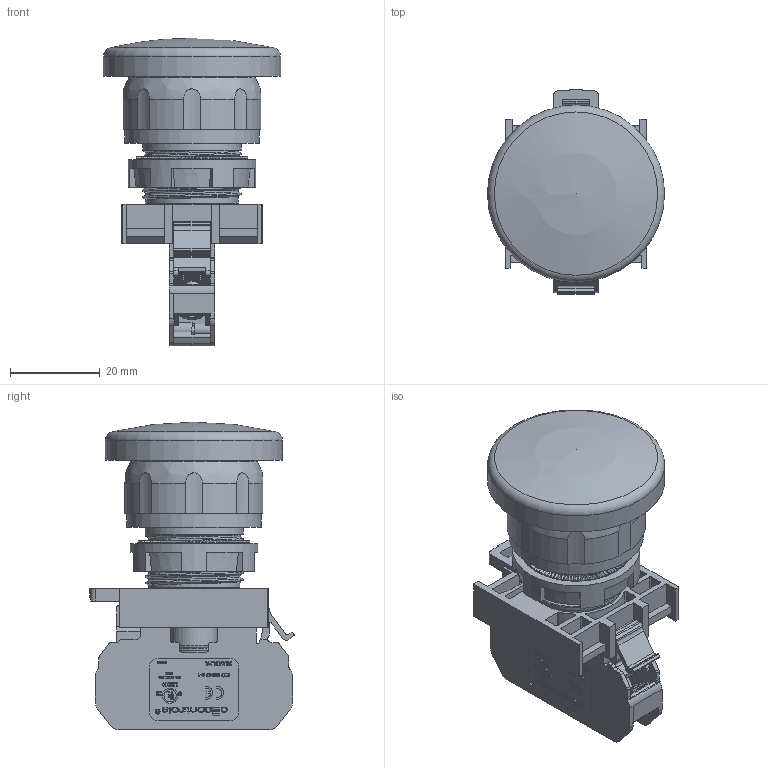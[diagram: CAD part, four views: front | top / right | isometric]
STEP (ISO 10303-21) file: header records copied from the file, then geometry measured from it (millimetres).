
FILE_DESCRIPTION(/* description */ (''),/* implementation_level */ '2;1');
FILE_NAME(/* name */ 'W22IPB-MA-FMXXXLA (V2.0).stp',/* time_stamp */ '2020-07-30T08:47:27+05:00',/* author */ ('Owner'),/* organization */ (''),/* preprocessor_version */ 'ST-DEVELOPER v18',/* originating_system */ 'Autodesk Inventor 2020',/* authorisation */ '');
FILE_SCHEMA (('AUTOMOTIVE_DESIGN { 1 0 10303 214 3 1 1 }'));
Length unit declared in the file: millimetre
Products named in the file (1): Part4
Bounding box: 39.5 x 45.52 x 68.57 mm (x, y, z)
Volume: 23709.3 mm3; surface area: 34772.3 mm2
Topology: 4 solids, 21 shells, 3817 faces, 10315 edges, 6670 vertices
Faces by surface type: plane 2634, cylinder 573, bspline 485, torus 60, cone 52, sphere 13
Full cylindrical faces by diameter (mm): 0.336 x1, 0.382 x1, 1.198 x12, 1.385 x4, 1.55 x2, 1.573 x8, 1.597 x4, 1.996 x8, 2.36 x1, 2.45 x2, 2.753 x2, 2.758 x1, 2.833 x1, 3.1 x2, 3.15 x2, 3.39 x2, 3.402 x1, 3.7 x2, 3.928 x1, 4.42 x2, 4.714 x1, 5.329 x1, 5.827 x1, 5.9 x2, 6.236 x1, 6.573 x1, 6.849 x1, 7.5 x2, 8.1 x1, 8.5 x1
Entity records: 134723 total; most frequent: CARTESIAN_POINT 36872, ORIENTED_EDGE 20622, DIRECTION 17729, EDGE_CURVE 10311, LINE 7153, VECTOR 7153, VERTEX_POINT 6670, AXIS2_PLACEMENT_3D 5288
